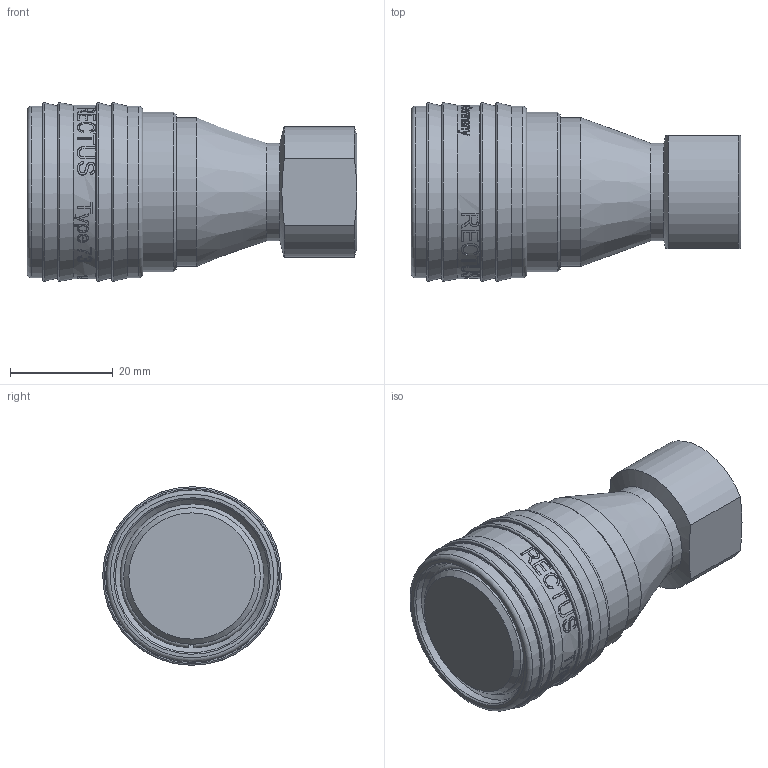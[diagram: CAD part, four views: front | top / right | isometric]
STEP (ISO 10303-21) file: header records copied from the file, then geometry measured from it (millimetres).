
FILE_DESCRIPTION((''),'2;1');
FILE_NAME('73kbiw17evx.stp','2014-01-30T10:33:12',('IA176480'),(''),'Autodesk Inventor 2013','Autodesk Inventor 2013','');
FILE_SCHEMA(('AUTOMOTIVE_DESIGN { 1 0 10303 214 1 1 1 1 }'));
Length unit declared in the file: millimetre
Products named in the file (1): D109132
Bounding box: 64.2 x 34.79 x 34.79 mm (x, y, z)
Volume: 35449.8 mm3; surface area: 13171 mm2
Topology: 2 solids, 2 shells, 627 faces, 1644 edges, 1091 vertices
Faces by surface type: bspline 296, plane 216, cylinder 79, cone 23, torus 13
Full cylindrical faces by diameter (mm): 14.15 x1, 16.662 x1, 19 x1, 26.6 x2, 26.9 x1, 29 x1, 29.9 x1, 31 x1, 31.2 x1, 33.45 x2, 33.8 x1
Entity records: 88431 total; most frequent: CARTESIAN_POINT 74952, ORIENTED_EDGE 3154, DIRECTION 1600, EDGE_CURVE 1577, VERTEX_POINT 1072, B_SPLINE_CURVE_WITH_KNOTS 800, EDGE_LOOP 747, FACE_OUTER_BOUND 626
